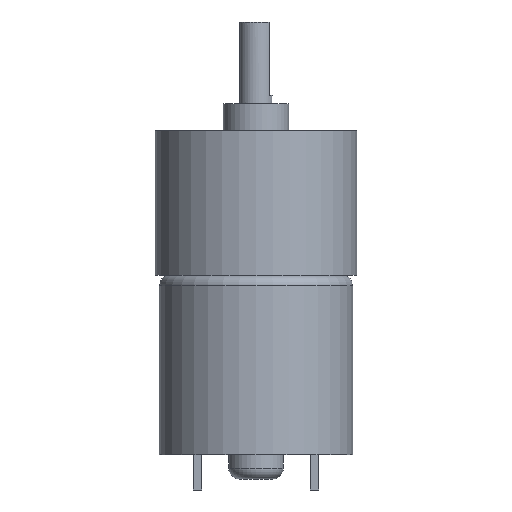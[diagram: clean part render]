
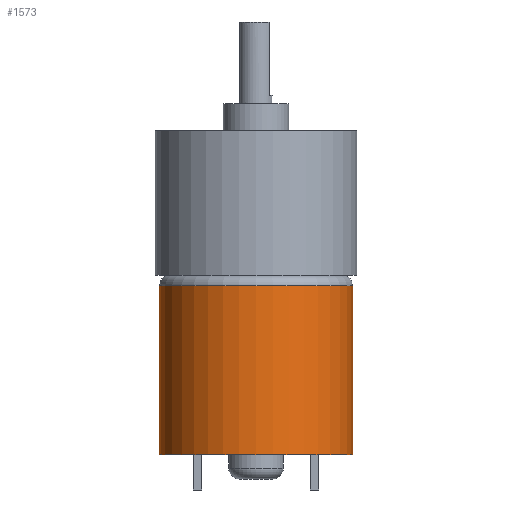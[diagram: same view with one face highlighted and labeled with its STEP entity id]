
A CAD part, front view. The second image highlights one B-rep face of the part: STEP entity #1573.
In plain terms, the highlighted cylindrical face has radius 17.75 mm (diameter 35.5 mm), a full revolution.
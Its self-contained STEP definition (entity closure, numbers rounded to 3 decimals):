
#119=FACE_OUTER_BOUND('',#221,.T.);
#221=EDGE_LOOP('',(#1120,#1121,#1122,#1123));
#349=LINE('',#2447,#488);
#488=VECTOR('',#1943,17.75);
#608=CIRCLE('',#1695,17.75);
#611=CIRCLE('',#1699,17.75);
#707=VERTEX_POINT('',#2439);
#709=VERTEX_POINT('',#2445);
#867=EDGE_CURVE('',#707,#707,#608,.T.);
#870=EDGE_CURVE('',#709,#709,#611,.T.);
#871=EDGE_CURVE('',#709,#707,#349,.T.);
#1120=ORIENTED_EDGE('',*,*,#870,.F.);
#1121=ORIENTED_EDGE('',*,*,#871,.T.);
#1122=ORIENTED_EDGE('',*,*,#867,.F.);
#1123=ORIENTED_EDGE('',*,*,#871,.F.);
#1504=CYLINDRICAL_SURFACE('',#1698,17.75);
#1573=ADVANCED_FACE('',(#119),#1504,.T.);
#1695=AXIS2_PLACEMENT_3D('',#2440,#1933,#1934);
#1698=AXIS2_PLACEMENT_3D('',#2444,#1939,#1940);
#1699=AXIS2_PLACEMENT_3D('',#2446,#1941,#1942);
#1933=DIRECTION('center_axis',(0.,0.,1.));
#1934=DIRECTION('ref_axis',(-1.,0.,0.));
#1939=DIRECTION('center_axis',(0.,0.,-1.));
#1940=DIRECTION('ref_axis',(-1.,0.,0.));
#1941=DIRECTION('center_axis',(0.,0.,-1.));
#1942=DIRECTION('ref_axis',(-1.,0.,0.));
#1943=DIRECTION('',(0.,0.,1.));
#2439=CARTESIAN_POINT('',(17.75,0.,-2.));
#2440=CARTESIAN_POINT('Origin',(0.,0.,-2.));
#2444=CARTESIAN_POINT('Origin',(0.,0.,0.));
#2445=CARTESIAN_POINT('',(17.75,0.,-33.));
#2446=CARTESIAN_POINT('Origin',(0.,0.,-33.));
#2447=CARTESIAN_POINT('',(17.75,0.,0.));
